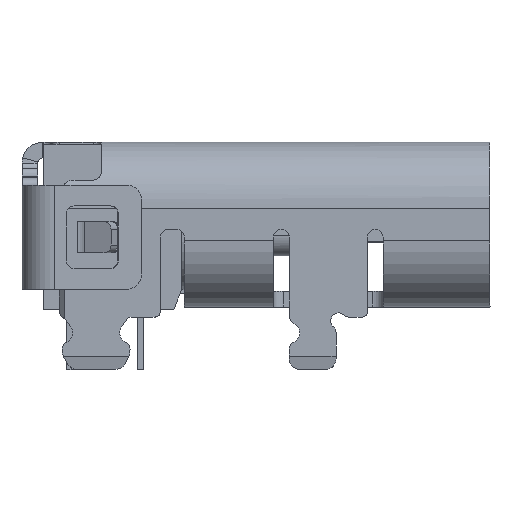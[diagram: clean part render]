
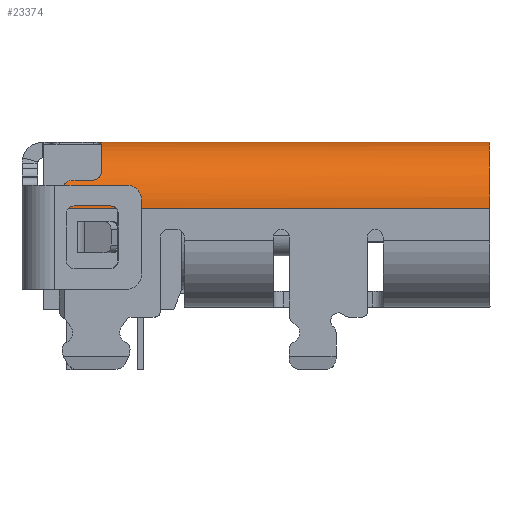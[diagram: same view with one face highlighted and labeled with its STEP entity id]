
A CAD part, left-side view. The second image highlights one B-rep face of the part: STEP entity #23374.
In plain terms, the highlighted cylindrical face has radius 1.27 mm (diameter 2.54 mm), a partial arc.
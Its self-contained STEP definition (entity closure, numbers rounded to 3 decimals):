
#69=B_SPLINE_CURVE_WITH_KNOTS('',3,(#35071,#35072,#35073,#35074,#35075,
#35076,#35077,#35078,#35079,#35080,#35081,#35082),.UNSPECIFIED.,.F.,.F.,
(4,2,2,2,2,4),(0.,0.006,0.011,
0.02,0.027,0.035),.UNSPECIFIED.);
#70=B_SPLINE_CURVE_WITH_KNOTS('',3,(#35086,#35087,#35088,#35089,#35090,
#35091),.UNSPECIFIED.,.F.,.F.,(4,2,4),(0.092,0.104,
0.113),.UNSPECIFIED.);
#338=CYLINDRICAL_SURFACE('',#24973,1.27);
#703=CIRCLE('',#24583,1.27);
#924=CIRCLE('',#24974,1.27);
#925=CIRCLE('',#24975,1.27);
#926=CIRCLE('',#24976,1.27);
#927=CIRCLE('',#24977,1.27);
#1638=FACE_OUTER_BOUND('',#2899,.T.);
#2899=EDGE_LOOP('',(#16125,#16126,#16127,#16128,#16129,#16130,#16131,#16132,
#16133,#16134,#16135,#16136));
#4477=LINE('',#34382,#6973);
#4661=LINE('',#35056,#7157);
#4668=LINE('',#35084,#7164);
#4669=LINE('',#35094,#7165);
#4670=LINE('',#35098,#7166);
#6973=VECTOR('',#27901,7.454);
#7157=VECTOR('',#28427,0.004);
#7164=VECTOR('',#28438,0.35);
#7165=VECTOR('',#28441,8.154);
#7166=VECTOR('',#28444,0.004);
#9089=VERTEX_POINT('',#33622);
#9090=VERTEX_POINT('',#33624);
#9351=VERTEX_POINT('',#34380);
#9569=VERTEX_POINT('',#35054);
#9570=VERTEX_POINT('',#35055);
#9575=VERTEX_POINT('',#35068);
#9576=VERTEX_POINT('',#35070);
#9577=VERTEX_POINT('',#35083);
#9578=VERTEX_POINT('',#35085);
#9579=VERTEX_POINT('',#35092);
#9580=VERTEX_POINT('',#35095);
#9581=VERTEX_POINT('',#35097);
#11355=EDGE_CURVE('',#9089,#9090,#703,.T.);
#11727=EDGE_CURVE('',#9351,#9089,#4477,.T.);
#12024=EDGE_CURVE('',#9569,#9570,#4661,.T.);
#12031=EDGE_CURVE('',#9570,#9575,#924,.T.);
#12032=EDGE_CURVE('',#9575,#9576,#69,.T.);
#12033=EDGE_CURVE('',#9577,#9576,#4668,.T.);
#12034=EDGE_CURVE('',#9577,#9578,#70,.T.);
#12035=EDGE_CURVE('',#9578,#9579,#925,.T.);
#12036=EDGE_CURVE('',#9579,#9090,#4669,.T.);
#12037=EDGE_CURVE('',#9351,#9580,#926,.T.);
#12038=EDGE_CURVE('',#9581,#9580,#4670,.T.);
#12039=EDGE_CURVE('',#9569,#9581,#927,.T.);
#16125=ORIENTED_EDGE('',*,*,#12024,.T.);
#16126=ORIENTED_EDGE('',*,*,#12031,.T.);
#16127=ORIENTED_EDGE('',*,*,#12032,.T.);
#16128=ORIENTED_EDGE('',*,*,#12033,.F.);
#16129=ORIENTED_EDGE('',*,*,#12034,.T.);
#16130=ORIENTED_EDGE('',*,*,#12035,.T.);
#16131=ORIENTED_EDGE('',*,*,#12036,.T.);
#16132=ORIENTED_EDGE('',*,*,#11355,.F.);
#16133=ORIENTED_EDGE('',*,*,#11727,.F.);
#16134=ORIENTED_EDGE('',*,*,#12037,.T.);
#16135=ORIENTED_EDGE('',*,*,#12038,.F.);
#16136=ORIENTED_EDGE('',*,*,#12039,.F.);
#23374=ADVANCED_FACE('',(#1638),#338,.T.);
#24583=AXIS2_PLACEMENT_3D('',#33625,#27217,#27218);
#24973=AXIS2_PLACEMENT_3D('',#35067,#28434,#28435);
#24974=AXIS2_PLACEMENT_3D('',#35069,#28436,#28437);
#24975=AXIS2_PLACEMENT_3D('',#35093,#28439,#28440);
#24976=AXIS2_PLACEMENT_3D('',#35096,#28442,#28443);
#24977=AXIS2_PLACEMENT_3D('',#35099,#28445,#28446);
#27217=DIRECTION('center_axis',(0.,-1.,
0.));
#27218=DIRECTION('ref_axis',(0.,0.,1.));
#27901=DIRECTION('',(0.,-1.,0.));
#28427=DIRECTION('',(0.,1.,0.));
#28434=DIRECTION('center_axis',(0.,1.,
0.));
#28435=DIRECTION('ref_axis',(0.,0.,1.));
#28436=DIRECTION('center_axis',(0.,-1.,
0.));
#28437=DIRECTION('ref_axis',(-0.626,0.,0.78));
#28438=DIRECTION('',(0.,-1.,0.));
#28439=DIRECTION('center_axis',(0.,-1.,
0.));
#28440=DIRECTION('ref_axis',(-0.927,0.,0.375));
#28441=DIRECTION('',(0.,-1.,0.));
#28442=DIRECTION('center_axis',(0.,-1.,
0.));
#28443=DIRECTION('ref_axis',(0.,0.,1.));
#28444=DIRECTION('',(0.,1.,0.));
#28445=DIRECTION('center_axis',(0.,1.,
0.));
#28446=DIRECTION('ref_axis',(-0.626,0.,0.78));
#33622=CARTESIAN_POINT('',(33.543,-16.435,-26.154));
#33624=CARTESIAN_POINT('',(32.273,-16.435,-27.424));
#33625=CARTESIAN_POINT('Origin',(33.543,-16.435,-27.424));
#34380=CARTESIAN_POINT('',(33.543,-8.981,-26.154));
#34382=CARTESIAN_POINT('',(33.543,-8.981,-26.154));
#35054=CARTESIAN_POINT('',(32.748,-8.985,-26.434));
#35055=CARTESIAN_POINT('',(32.748,-8.981,-26.434));
#35056=CARTESIAN_POINT('',(32.748,-8.985,-26.434));
#35067=CARTESIAN_POINT('Origin',(33.543,-16.285,-27.424));
#35068=CARTESIAN_POINT('',(32.485,-8.981,-26.723));
#35069=CARTESIAN_POINT('Origin',(33.543,-8.981,-27.424));
#35070=CARTESIAN_POINT('',(32.397,-8.831,-26.878));
#35071=CARTESIAN_POINT('Ctrl Pts',(32.485,-8.981,-26.723));
#35072=CARTESIAN_POINT('Ctrl Pts',(32.474,-8.981,-26.738));
#35073=CARTESIAN_POINT('Ctrl Pts',(32.464,-8.979,-26.754));
#35074=CARTESIAN_POINT('Ctrl Pts',(32.446,-8.969,-26.785));
#35075=CARTESIAN_POINT('Ctrl Pts',(32.437,-8.961,-26.8));
#35076=CARTESIAN_POINT('Ctrl Pts',(32.418,-8.937,-26.834));
#35077=CARTESIAN_POINT('Ctrl Pts',(32.412,-8.921,-26.847));
#35078=CARTESIAN_POINT('Ctrl Pts',(32.405,-8.898,-26.862));
#35079=CARTESIAN_POINT('Ctrl Pts',(32.402,-8.885,-26.868));
#35080=CARTESIAN_POINT('Ctrl Pts',(32.398,-8.859,-26.876));
#35081=CARTESIAN_POINT('Ctrl Pts',(32.397,-8.845,-26.878));
#35082=CARTESIAN_POINT('Ctrl Pts',(32.397,-8.831,-26.878));
#35083=CARTESIAN_POINT('',(32.397,-8.481,-26.878));
#35084=CARTESIAN_POINT('',(32.397,-8.481,-26.878));
#35085=CARTESIAN_POINT('',(32.366,-8.281,-26.948));
#35086=CARTESIAN_POINT('Ctrl Pts',(32.397,-8.481,-26.878));
#35087=CARTESIAN_POINT('Ctrl Pts',(32.397,-8.444,-26.878));
#35088=CARTESIAN_POINT('Ctrl Pts',(32.394,-8.403,-26.885));
#35089=CARTESIAN_POINT('Ctrl Pts',(32.382,-8.335,-26.911));
#35090=CARTESIAN_POINT('Ctrl Pts',(32.374,-8.306,-26.928));
#35091=CARTESIAN_POINT('Ctrl Pts',(32.366,-8.281,-26.948));
#35092=CARTESIAN_POINT('',(32.273,-8.281,-27.424));
#35093=CARTESIAN_POINT('Origin',(33.543,-8.281,-27.424));
#35094=CARTESIAN_POINT('',(32.273,-8.281,-27.424));
#35095=CARTESIAN_POINT('',(33.247,-8.981,-26.189));
#35096=CARTESIAN_POINT('Origin',(33.543,-8.981,-27.424));
#35097=CARTESIAN_POINT('',(33.247,-8.985,-26.189));
#35098=CARTESIAN_POINT('',(33.247,-8.985,-26.189));
#35099=CARTESIAN_POINT('Origin',(33.543,-8.985,-27.424));
